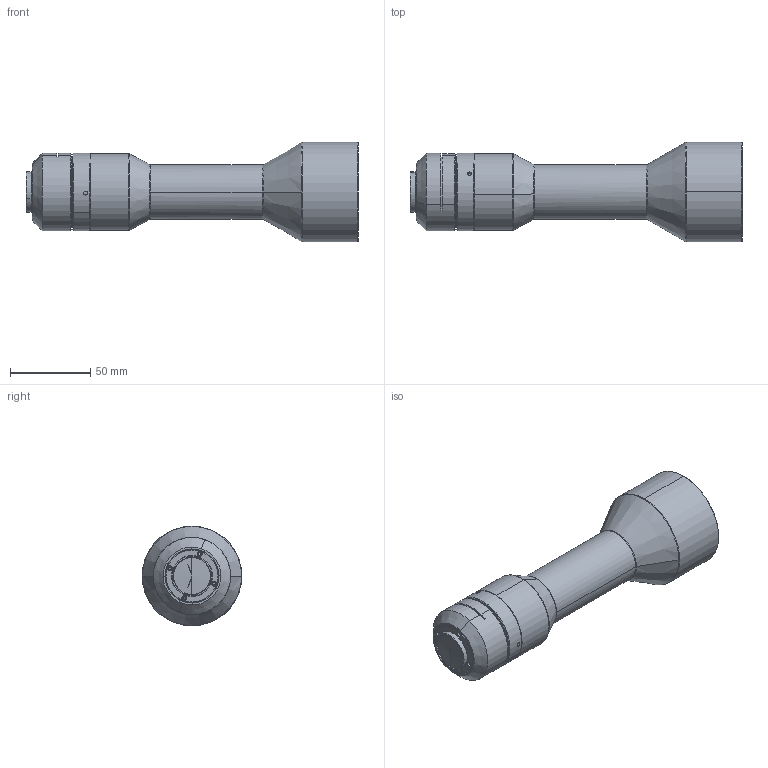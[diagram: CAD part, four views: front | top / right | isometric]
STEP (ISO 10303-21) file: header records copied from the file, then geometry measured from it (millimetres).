
FILE_DESCRIPTION (( 'STEP AP203' ), '1' );
FILE_NAME ('WWK05-220-111.STEP', '2019-04-17T12:53:47', ( '' ), ( '' ), 'SwSTEP 2.0', 'SolidWorks 2017', '' );
FILE_SCHEMA (( 'CONFIG_CONTROL_DESIGN' ));
Length unit declared in the file: millimetre
Products named in the file (1): WWK05-220-111
Bounding box: 206.5 x 62 x 62 mm (x, y, z)
Volume: 335474.4 mm3; surface area: 35828.8 mm2
Topology: 1 solids, 2 shells, 125 faces, 290 edges, 179 vertices
Faces by surface type: cylinder 55, cone 39, plane 23, bspline 8
Entity records: 4081 total; most frequent: CARTESIAN_POINT 1178, DIRECTION 618, ORIENTED_EDGE 568, EDGE_CURVE 284, AXIS2_PLACEMENT_3D 255, VERTEX_POINT 179, EDGE_LOOP 145, CIRCLE 137
